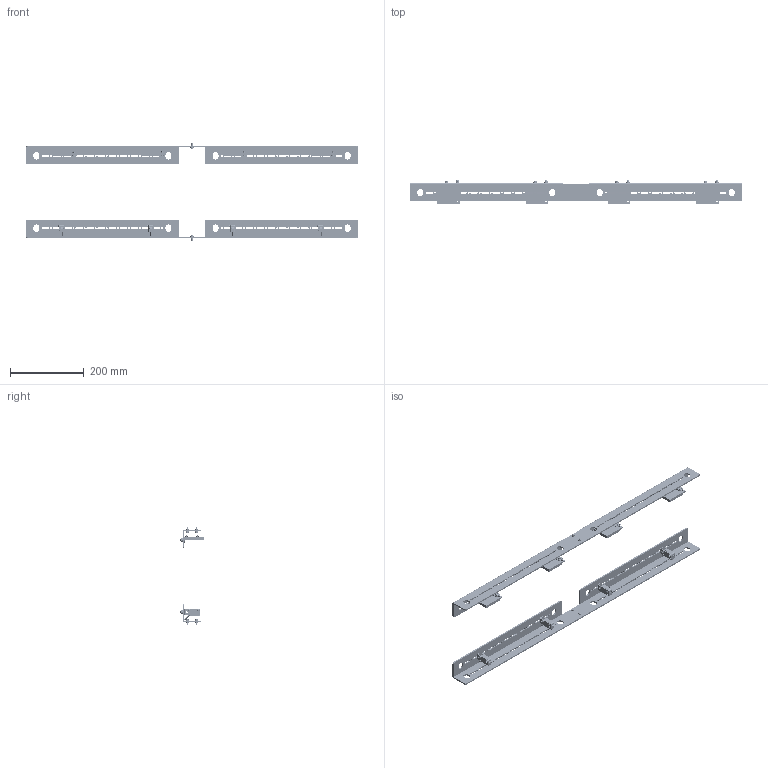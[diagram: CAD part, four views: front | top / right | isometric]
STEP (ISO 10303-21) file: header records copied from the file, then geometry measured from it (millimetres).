
FILE_DESCRIPTION((''),'2;1');
FILE_NAME('239365_SM01_ASM','2024-06-04T10:23:50',('banengservice'),('BANNER ENGINEERING'),'CREO PARAMETRIC BY PTC INC, 2022414','CREO PARAMETRIC BY PTC INC, 2022414','');
FILE_SCHEMA(('CONFIG_CONTROL_DESIGN'));
Length unit declared in the file: inch
Products named in the file (17): 235416; 204589; FH-M5X12; 204589_ASM; 204792; 204774; 202893_EP01; 39254; 134116; 40071; 40845; 48702; M4_NUT; 115556; M4X12_HEX_SHCS; 113625; 239365_SM01_ASM
Assembly tree (88 placements, depth 3):
  239365_SM01_ASM
    235416  x2
    204589_ASM  x8
      204589
      FH-M5X12
    204792  x8
    204774  x8
    202893_EP01  x4
    39254  x8
    134116  x8
    40071  x4
    40845  x8
    48702  x8
    M4_NUT  x8
    115556  x4
    M4X12_HEX_SHCS  x4
    113625  x4
Bounding box: 900 x 62.65 x 264.3 mm (x, y, z)
Volume: 734285.4 mm3; surface area: 422884.8 mm2
Topology: 94 solids, 106 shells, 6416 faces, 19308 edges, 13176 vertices
Faces by surface type: cylinder 2912, plane 2372, cone 732, bspline 184, torus 128, sphere 88
Entity records: 60905 total; most frequent: CARTESIAN_POINT 26722, ORIENTED_EDGE 7097, DIRECTION 6573, EDGE_CURVE 3753, VERTEX_POINT 2505, AXIS2_PLACEMENT_3D 2361, VECTOR 1851, LINE 1851
